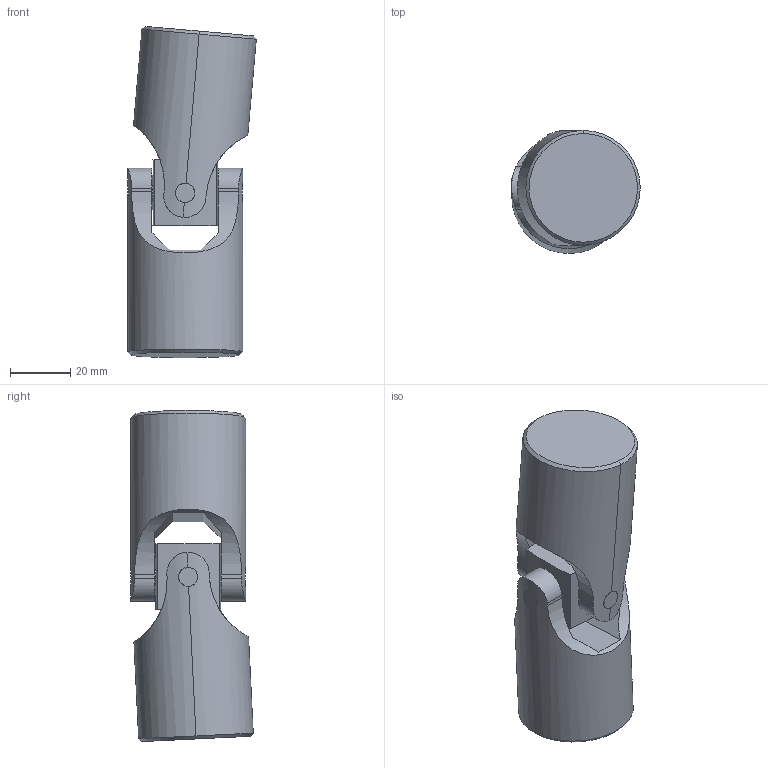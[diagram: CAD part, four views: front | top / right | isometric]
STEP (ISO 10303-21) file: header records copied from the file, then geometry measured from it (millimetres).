
FILE_DESCRIPTION((''),'2;1');
FILE_NAME('D-10_ASM','2013-05-02T',('ppetruska'),(''),'PRO/ENGINEER BY PARAMETRIC TECHNOLOGY CORPORATION, 2012480','PRO/ENGINEER BY PARAMETRIC TECHNOLOGY CORPORATION, 2012480','');
FILE_SCHEMA(('CONFIG_CONTROL_DESIGN'));
Length unit declared in the file: millimetre
Products named in the file (6): D-10-YOKE; D-10-BLOCK; D-10-MAIN_PIN_; D-10-HALF_PIN; D-10-RIVET_PIN; D-10_ASM
Assembly tree (7 placements, depth 2):
  D-10_ASM
    D-10-YOKE  x2
    D-10-BLOCK
    D-10-MAIN_PIN_
    D-10-HALF_PIN  x2
    D-10-RIVET_PIN
Bounding box: 42.65 x 40.67 x 109.89 mm (x, y, z)
Volume: 103140.7 mm3; surface area: 23157.8 mm2
Topology: 7 solids, 7 shells, 97 faces, 236 edges, 146 vertices
Faces by surface type: cylinder 53, plane 32, cone 12
Entity records: 9263 total; most frequent: CARTESIAN_POINT 7554, DIRECTION 342, ORIENTED_EDGE 320, EDGE_CURVE 160, AXIS2_PLACEMENT_3D 136, VERTEX_POINT 98, EDGE_LOOP 76, VECTOR 70
